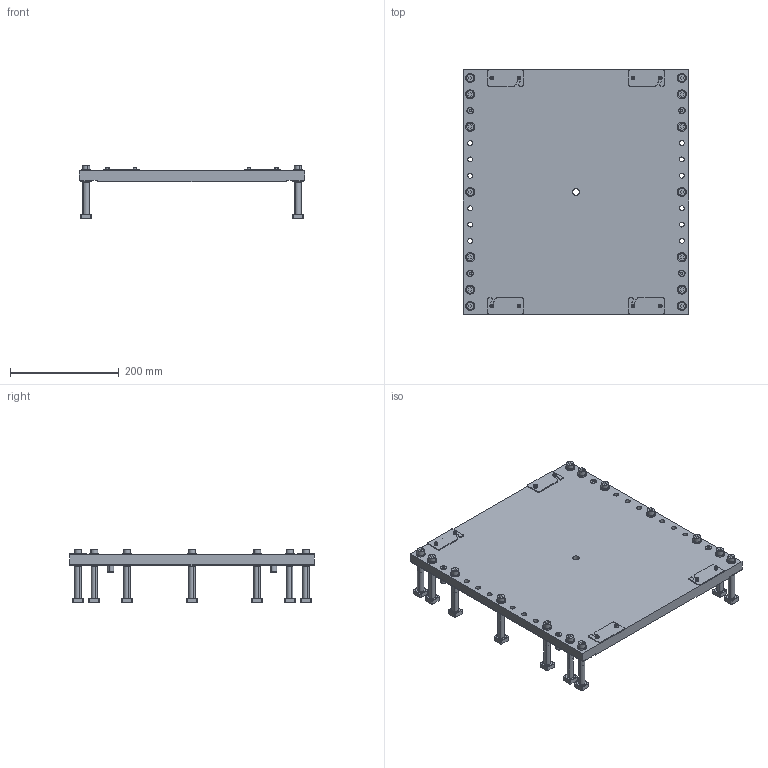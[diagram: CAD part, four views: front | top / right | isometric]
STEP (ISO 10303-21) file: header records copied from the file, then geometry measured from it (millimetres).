
FILE_DESCRIPTION(('CATIA V5 STEP Exchange','CAx-IF Rec.Pracs.--- Model Styling and Organization---1.4--- 2014-01-23'),'2;1');
FILE_NAME('TOS_010_SET_457605_01.stp','2021-06-08T10:44:02+00:00',('none'),('none'),'CATIA Version 5-6 Release 2018 SP3 HF13','CATIA V5 STEP AP214','none');
FILE_SCHEMA(('AUTOMOTIVE_DESIGN { 1 0 10303 214 1 1 1 1 }'));
Length unit declared in the file: millimetre
Products named in the file (1): TOS_010_SET_457605_01
Bounding box: 415 x 450 x 98.7 mm (x, y, z)
Volume: 3850050.3 mm3; surface area: 543359.7 mm2
Topology: 51 solids, 51 shells, 1052 faces, 2390 edges, 1510 vertices
Faces by surface type: cylinder 438, plane 422, cone 160, torus 32
Entity records: 27891 total; most frequent: CARTESIAN_POINT 5535, ORIENTED_EDGE 4724, DIRECTION 3806, EDGE_CURVE 2362, AXIS2_PLACEMENT_3D 1835, VERTEX_POINT 1510, EDGE_LOOP 1264, VECTOR 1194
